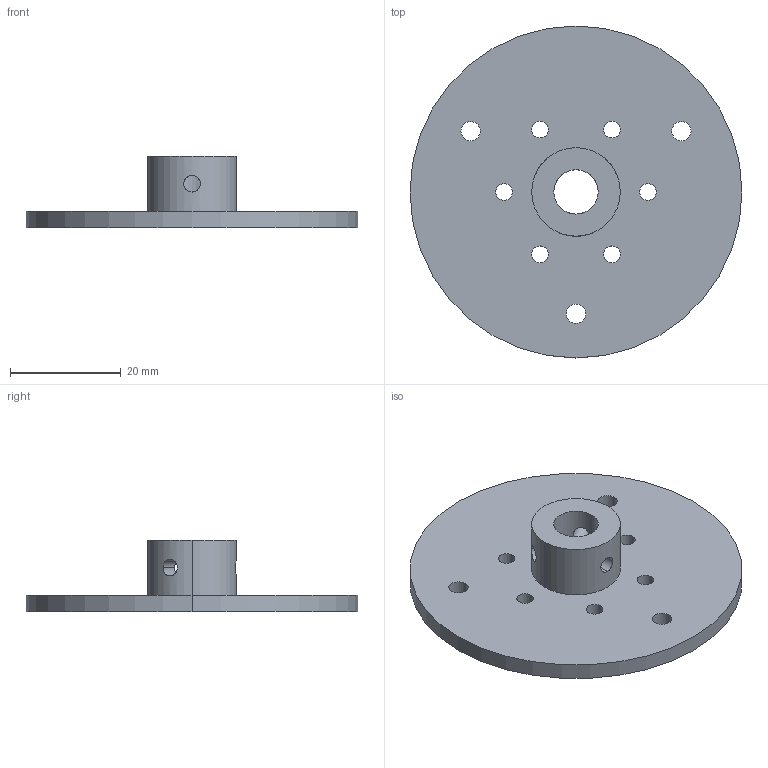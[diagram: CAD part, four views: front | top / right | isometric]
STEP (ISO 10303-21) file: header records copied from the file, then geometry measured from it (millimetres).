
FILE_DESCRIPTION (( 'STEP AP214' ), '1' );
FILE_NAME ('yeni_kapak.STEP', '2019-12-18T13:26:31', ( '' ), ( '' ), 'SwSTEP 2.0', 'SolidWorks 2018', '' );
FILE_SCHEMA (( 'AUTOMOTIVE_DESIGN' ));
Length unit declared in the file: millimetre
Products named in the file (1): yeni_kapak
Bounding box: 60 x 60 x 13 mm (x, y, z)
Volume: 9540.1 mm3; surface area: 7147.5 mm2
Topology: 1 solids, 1 shells, 33 faces, 90 edges, 60 vertices
Faces by surface type: cylinder 30, plane 3
Entity records: 1434 total; most frequent: CARTESIAN_POINT 484, DIRECTION 194, ORIENTED_EDGE 180, EDGE_CURVE 90, AXIS2_PLACEMENT_3D 82, EDGE_LOOP 60, VERTEX_POINT 60, CIRCLE 48
